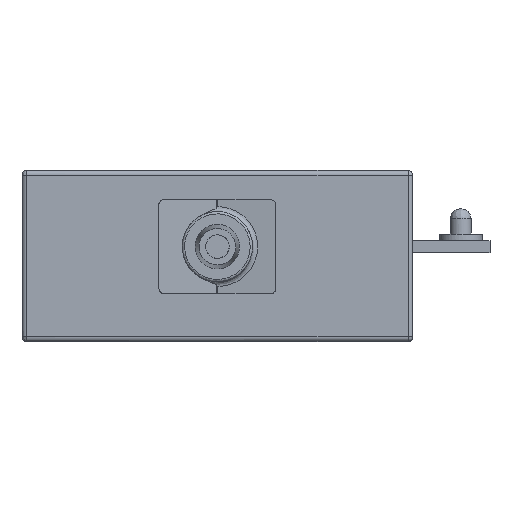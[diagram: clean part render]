
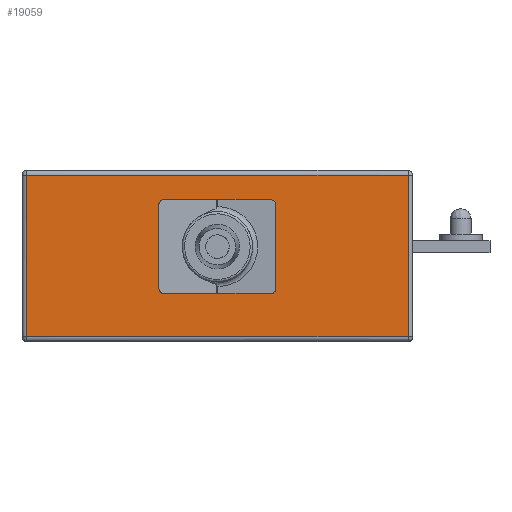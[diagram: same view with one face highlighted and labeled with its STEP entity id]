
A CAD part, left-side view. The second image highlights one B-rep face of the part: STEP entity #19059.
In plain terms, the highlighted free-form (B-spline) face has degree [1, 1] with [2, 2] control points.
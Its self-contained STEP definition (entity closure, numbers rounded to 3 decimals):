
#18754 = VERTEX_POINT('',#18755);
#18755 = CARTESIAN_POINT('',(483.121,59.685,
    -9.52));
#18771 = VERTEX_POINT('',#18772);
#18772 = CARTESIAN_POINT('',(483.121,-59.685,
    -9.52));
#18778 = EDGE_CURVE('',#18771,#18754,#18779,.T.);
#18779 = B_SPLINE_CURVE_WITH_KNOTS('',1,(#18780,#18781),.UNSPECIFIED.,
  .F.,.F.,(2,2),(-61.625,19.875),.PIECEWISE_BEZIER_KNOTS.);
#18780 = CARTESIAN_POINT('',(483.121,-59.685,
    -9.52));
#18781 = CARTESIAN_POINT('',(483.121,59.685,
    -9.52));
#18794 = VERTEX_POINT('',#18795);
#18795 = CARTESIAN_POINT('',(483.121,59.685,
    41.157));
#18808 = EDGE_CURVE('',#18754,#18794,#18809,.T.);
#18809 = B_SPLINE_CURVE_WITH_KNOTS('',1,(#18810,#18811),.UNSPECIFIED.,
  .F.,.F.,(2,2),(-27.45,7.15),.PIECEWISE_BEZIER_KNOTS.);
#18810 = CARTESIAN_POINT('',(483.121,59.685,
    -9.52));
#18811 = CARTESIAN_POINT('',(483.121,59.685,
    41.157));
#18845 = VERTEX_POINT('',#18846);
#18846 = CARTESIAN_POINT('',(483.121,-59.685,
    41.157));
#18867 = EDGE_CURVE('',#18794,#18845,#18868,.T.);
#18868 = B_SPLINE_CURVE_WITH_KNOTS('',1,(#18869,#18870),.UNSPECIFIED.,
  .F.,.F.,(2,2),(-61.625,19.875),.PIECEWISE_BEZIER_KNOTS.);
#18869 = CARTESIAN_POINT('',(483.121,59.685,
    41.157));
#18870 = CARTESIAN_POINT('',(483.121,-59.685,
    41.157));
#18924 = EDGE_CURVE('',#18845,#18771,#18925,.T.);
#18925 = B_SPLINE_CURVE_WITH_KNOTS('',1,(#18926,#18927),.UNSPECIFIED.,
  .F.,.F.,(2,2),(-23.45,11.15),.PIECEWISE_BEZIER_KNOTS.);
#18926 = CARTESIAN_POINT('',(483.121,-59.685,
    41.157));
#18927 = CARTESIAN_POINT('',(483.121,-59.685,
    -9.52));
#19059 = ADVANCED_FACE('',(#19060,#19066),#19128,.T.);
#19060 = FACE_BOUND('',#19061,.T.);
#19061 = EDGE_LOOP('',(#19062,#19063,#19064,#19065));
#19062 = ORIENTED_EDGE('',*,*,#18778,.F.);
#19063 = ORIENTED_EDGE('',*,*,#18924,.F.);
#19064 = ORIENTED_EDGE('',*,*,#18867,.F.);
#19065 = ORIENTED_EDGE('',*,*,#18808,.F.);
#19066 = FACE_BOUND('',#19067,.T.);
#19067 = EDGE_LOOP('',(#19068,#19077,#19085,#19092,#19100,#19107,#19115,
    #19122));
#19068 = ORIENTED_EDGE('',*,*,#19069,.T.);
#19069 = EDGE_CURVE('',#19070,#19072,#19074,.T.);
#19070 = VERTEX_POINT('',#19071);
#19071 = CARTESIAN_POINT('',(483.121,-18.308,
    31.93));
#19072 = VERTEX_POINT('',#19073);
#19073 = CARTESIAN_POINT('',(483.121,-18.308,
    5.566));
#19074 = B_SPLINE_CURVE_WITH_KNOTS('',1,(#19075,#19076),.UNSPECIFIED.,
  .F.,.F.,(2,2),(1.,19.),.PIECEWISE_BEZIER_KNOTS.);
#19075 = CARTESIAN_POINT('',(483.121,-18.308,
    31.93));
#19076 = CARTESIAN_POINT('',(483.121,-18.308,
    5.566));
#19077 = ORIENTED_EDGE('',*,*,#19078,.F.);
#19078 = EDGE_CURVE('',#19079,#19072,#19081,.T.);
#19079 = VERTEX_POINT('',#19080);
#19080 = CARTESIAN_POINT('',(483.121,-16.844,
    4.101));
#19081 = ( BOUNDED_CURVE() B_SPLINE_CURVE(2,(#19082,#19083,#19084),
.UNSPECIFIED.,.F.,.F.) B_SPLINE_CURVE_WITH_KNOTS((3,3),(5.498,
7.069),.PIECEWISE_BEZIER_KNOTS.) CURVE() 
GEOMETRIC_REPRESENTATION_ITEM() RATIONAL_B_SPLINE_CURVE((1.,
0.707,1.)) REPRESENTATION_ITEM('') );
#19082 = CARTESIAN_POINT('',(483.121,-16.844,
    4.101));
#19083 = CARTESIAN_POINT('',(483.121,-18.308,
    4.101));
#19084 = CARTESIAN_POINT('',(483.121,-18.308,
    5.566));
#19085 = ORIENTED_EDGE('',*,*,#19086,.T.);
#19086 = EDGE_CURVE('',#19079,#19087,#19089,.T.);
#19087 = VERTEX_POINT('',#19088);
#19088 = CARTESIAN_POINT('',(483.121,16.844,
    4.101));
#19089 = B_SPLINE_CURVE_WITH_KNOTS('',1,(#19090,#19091),.UNSPECIFIED.,
  .F.,.F.,(2,2),(1.,24.),.PIECEWISE_BEZIER_KNOTS.);
#19090 = CARTESIAN_POINT('',(483.121,-16.844,
    4.101));
#19091 = CARTESIAN_POINT('',(483.121,16.844,
    4.101));
#19092 = ORIENTED_EDGE('',*,*,#19093,.F.);
#19093 = EDGE_CURVE('',#19094,#19087,#19096,.T.);
#19094 = VERTEX_POINT('',#19095);
#19095 = CARTESIAN_POINT('',(483.121,18.308,
    5.566));
#19096 = ( BOUNDED_CURVE() B_SPLINE_CURVE(2,(#19097,#19098,#19099),
.UNSPECIFIED.,.F.,.F.) B_SPLINE_CURVE_WITH_KNOTS((3,3),(5.498,
7.069),.PIECEWISE_BEZIER_KNOTS.) CURVE() 
GEOMETRIC_REPRESENTATION_ITEM() RATIONAL_B_SPLINE_CURVE((1.,
0.707,1.)) REPRESENTATION_ITEM('') );
#19097 = CARTESIAN_POINT('',(483.121,18.308,
    5.566));
#19098 = CARTESIAN_POINT('',(483.121,18.308,
    4.101));
#19099 = CARTESIAN_POINT('',(483.121,16.844,
    4.101));
#19100 = ORIENTED_EDGE('',*,*,#19101,.T.);
#19101 = EDGE_CURVE('',#19094,#19102,#19104,.T.);
#19102 = VERTEX_POINT('',#19103);
#19103 = CARTESIAN_POINT('',(483.121,18.308,
    31.93));
#19104 = B_SPLINE_CURVE_WITH_KNOTS('',1,(#19105,#19106),.UNSPECIFIED.,
  .F.,.F.,(2,2),(1.,19.),.PIECEWISE_BEZIER_KNOTS.);
#19105 = CARTESIAN_POINT('',(483.121,18.308,
    5.566));
#19106 = CARTESIAN_POINT('',(483.121,18.308,
    31.93));
#19107 = ORIENTED_EDGE('',*,*,#19108,.F.);
#19108 = EDGE_CURVE('',#19109,#19102,#19111,.T.);
#19109 = VERTEX_POINT('',#19110);
#19110 = CARTESIAN_POINT('',(483.121,16.844,
    33.394));
#19111 = ( BOUNDED_CURVE() B_SPLINE_CURVE(2,(#19112,#19113,#19114),
.UNSPECIFIED.,.F.,.F.) B_SPLINE_CURVE_WITH_KNOTS((3,3),(5.498,
7.069),.PIECEWISE_BEZIER_KNOTS.) CURVE() 
GEOMETRIC_REPRESENTATION_ITEM() RATIONAL_B_SPLINE_CURVE((1.,
0.707,1.)) REPRESENTATION_ITEM('') );
#19112 = CARTESIAN_POINT('',(483.121,16.844,
    33.394));
#19113 = CARTESIAN_POINT('',(483.121,18.308,
    33.394));
#19114 = CARTESIAN_POINT('',(483.121,18.308,
    31.93));
#19115 = ORIENTED_EDGE('',*,*,#19116,.T.);
#19116 = EDGE_CURVE('',#19109,#19117,#19119,.T.);
#19117 = VERTEX_POINT('',#19118);
#19118 = CARTESIAN_POINT('',(483.121,-16.844,
    33.394));
#19119 = B_SPLINE_CURVE_WITH_KNOTS('',1,(#19120,#19121),.UNSPECIFIED.,
  .F.,.F.,(2,2),(1.,24.),.PIECEWISE_BEZIER_KNOTS.);
#19120 = CARTESIAN_POINT('',(483.121,16.844,
    33.394));
#19121 = CARTESIAN_POINT('',(483.121,-16.844,
    33.394));
#19122 = ORIENTED_EDGE('',*,*,#19123,.F.);
#19123 = EDGE_CURVE('',#19070,#19117,#19124,.T.);
#19124 = ( BOUNDED_CURVE() B_SPLINE_CURVE(2,(#19125,#19126,#19127),
.UNSPECIFIED.,.F.,.F.) B_SPLINE_CURVE_WITH_KNOTS((3,3),(5.498,
7.069),.PIECEWISE_BEZIER_KNOTS.) CURVE() 
GEOMETRIC_REPRESENTATION_ITEM() RATIONAL_B_SPLINE_CURVE((1.,
0.707,1.)) REPRESENTATION_ITEM('') );
#19125 = CARTESIAN_POINT('',(483.121,-18.308,
    31.93));
#19126 = CARTESIAN_POINT('',(483.121,-18.308,
    33.394));
#19127 = CARTESIAN_POINT('',(483.121,-16.844,
    33.394));
#19128 = B_SPLINE_SURFACE_WITH_KNOTS('',1,1,(
    (#19129,#19130)
    ,(#19131,#19132
  )),.UNSPECIFIED.,.F.,.F.,.F.,(2,2),(2,2),(-19.3,15.3),(-40.75,40.75),
  .PIECEWISE_BEZIER_KNOTS.);
#19129 = CARTESIAN_POINT('',(483.121,-59.685,
    -9.52));
#19130 = CARTESIAN_POINT('',(483.121,59.685,
    -9.52));
#19131 = CARTESIAN_POINT('',(483.121,-59.685,
    41.157));
#19132 = CARTESIAN_POINT('',(483.121,59.685,
    41.157));
